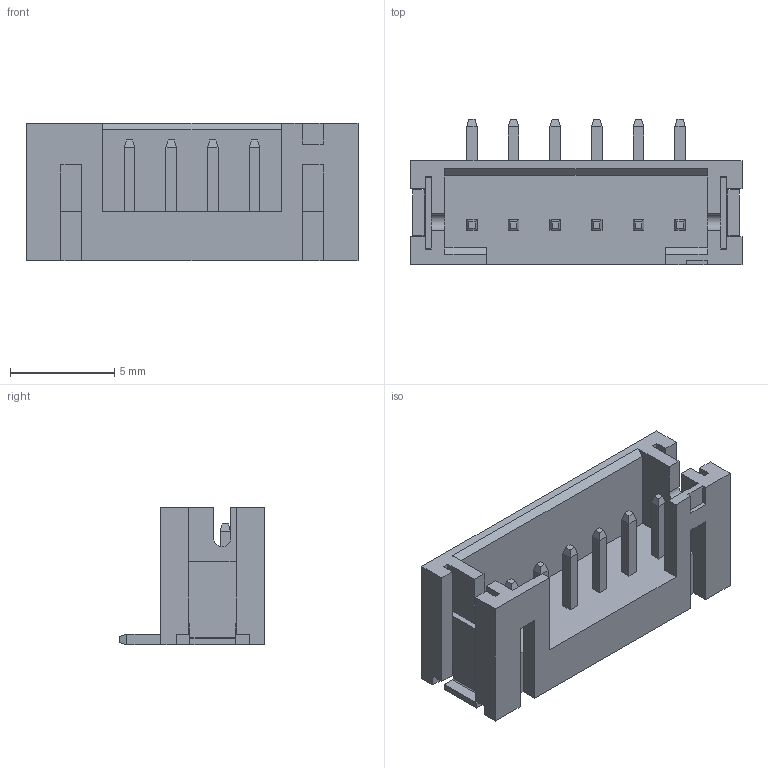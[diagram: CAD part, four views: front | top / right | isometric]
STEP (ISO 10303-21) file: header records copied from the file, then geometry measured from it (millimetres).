
FILE_DESCRIPTION(('STEP AP214'), '1');
FILE_NAME('BxB-PH-SM4-TB', '', ('UNSPECIFIED'), ('UNSPECIFIED'), 'ASCON STEP Converter 1.6', 'ASCON Math Kernel', '');
FILE_SCHEMA(('AUTOMOTIVE_DESIGN { 1 0 10303 214 3 1 1}'));
Length unit declared in the file: millimetre
Bounding box: 15.95 x 7 x 6.6 mm (x, y, z)
Volume: 274.9 mm3; surface area: 744.6 mm2
Topology: 3 solids, 3 shells, 249 faces, 643 edges, 408 vertices
Faces by surface type: plane 231, cylinder 18
Entity records: 9441 total; most frequent: CARTESIAN_POINT 1301, ORIENTED_EDGE 1286, DIRECTION 1191, EDGE_CURVE 643, LINE 595, VECTOR 595, VERTEX_POINT 408, AXIS2_PLACEMENT_3D 298
